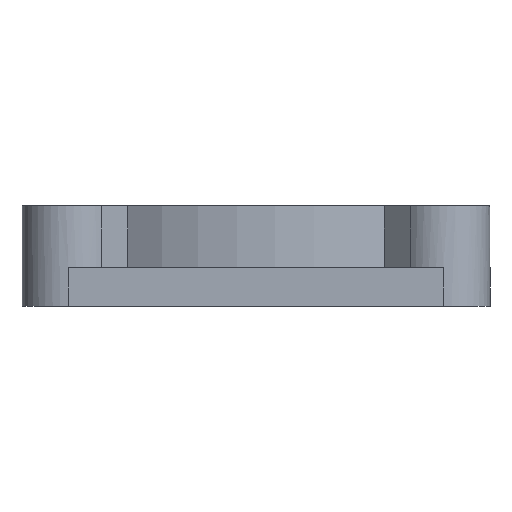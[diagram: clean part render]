
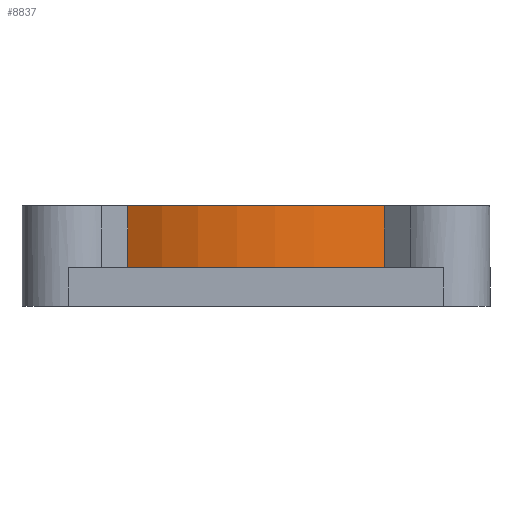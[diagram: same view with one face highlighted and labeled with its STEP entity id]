
A CAD part, front view. The second image highlights one B-rep face of the part: STEP entity #8837.
In plain terms, the highlighted cylindrical face has radius 15 mm (diameter 30 mm), a partial arc.
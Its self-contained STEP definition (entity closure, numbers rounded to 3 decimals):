
#678 = VERTEX_POINT ( 'NONE', #4746 ) ;
#1044 = LINE ( 'NONE', #3326, #1903 ) ;
#1310 = CARTESIAN_POINT ( 'NONE',  ( 0., 0., 2.5 ) ) ;
#1599 = CARTESIAN_POINT ( 'NONE',  ( 8.271, -12.514, 2.5 ) ) ;
#1704 = EDGE_CURVE ( 'NONE', #9369, #9764, #7255, .T. ) ;
#1903 = VECTOR ( 'NONE', #5485, 1000. ) ;
#1943 = DIRECTION ( 'NONE',  ( 0., 0., 1. ) ) ;
#1955 = DIRECTION ( 'NONE',  ( -1., 0., 0. ) ) ;
#2203 = ORIENTED_EDGE ( 'NONE', *, *, #9121, .T. ) ;
#2568 = CARTESIAN_POINT ( 'NONE',  ( 0., 0., 6.5 ) ) ;
#2740 = CARTESIAN_POINT ( 'NONE',  ( 0., 0., 6.5 ) ) ;
#2790 = DIRECTION ( 'NONE',  ( 0., 0., -1. ) ) ;
#3169 = CARTESIAN_POINT ( 'NONE',  ( -8.271, -12.514, 6.5 ) ) ;
#3326 = CARTESIAN_POINT ( 'NONE',  ( -8.271, -12.514, 6.5 ) ) ;
#3355 = EDGE_CURVE ( 'NONE', #5780, #9369, #4978, .T. ) ;
#3681 = CARTESIAN_POINT ( 'NONE',  ( 8.271, -12.514, 6.5 ) ) ;
#3833 = ORIENTED_EDGE ( 'NONE', *, *, #3355, .T. ) ;
#4046 = ORIENTED_EDGE ( 'NONE', *, *, #1704, .T. ) ;
#4388 = VECTOR ( 'NONE', #1943, 1000. ) ;
#4746 = CARTESIAN_POINT ( 'NONE',  ( -8.271, -12.514, 2.5 ) ) ;
#4978 = LINE ( 'NONE', #5965, #4388 ) ;
#5197 = EDGE_CURVE ( 'NONE', #9764, #678, #1044, .T. ) ;
#5485 = DIRECTION ( 'NONE',  ( 0., 0., -1. ) ) ;
#5618 = FACE_OUTER_BOUND ( 'NONE', #8556, .T. ) ;
#5670 = CYLINDRICAL_SURFACE ( 'NONE', #7885, 15. ) ;
#5780 = VERTEX_POINT ( 'NONE', #1599 ) ;
#5965 = CARTESIAN_POINT ( 'NONE',  ( 8.271, -12.514, 6.5 ) ) ;
#6423 = CIRCLE ( 'NONE', #8689, 15. ) ;
#6861 = ORIENTED_EDGE ( 'NONE', *, *, #5197, .T. ) ;
#7093 = AXIS2_PLACEMENT_3D ( 'NONE', #2740, #2790, #7445 ) ;
#7255 = CIRCLE ( 'NONE', #7093, 15. ) ;
#7408 = DIRECTION ( 'NONE',  ( 0., 0., 1. ) ) ;
#7445 = DIRECTION ( 'NONE',  ( -1., 0., 0. ) ) ;
#7885 = AXIS2_PLACEMENT_3D ( 'NONE', #2568, #7995, #9558 ) ;
#7995 = DIRECTION ( 'NONE',  ( 0., 0., -1. ) ) ;
#8556 = EDGE_LOOP ( 'NONE', ( #4046, #6861, #2203, #3833 ) ) ;
#8689 = AXIS2_PLACEMENT_3D ( 'NONE', #1310, #7408, #1955 ) ;
#8837 = ADVANCED_FACE ( 'NONE', ( #5618 ), #5670, .T. ) ;
#9121 = EDGE_CURVE ( 'NONE', #678, #5780, #6423, .T. ) ;
#9369 = VERTEX_POINT ( 'NONE', #3681 ) ;
#9558 = DIRECTION ( 'NONE',  ( -1., 0., 0. ) ) ;
#9764 = VERTEX_POINT ( 'NONE', #3169 ) ;
